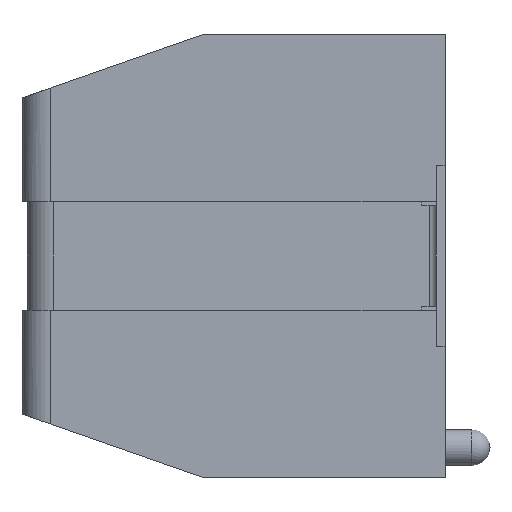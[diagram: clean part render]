
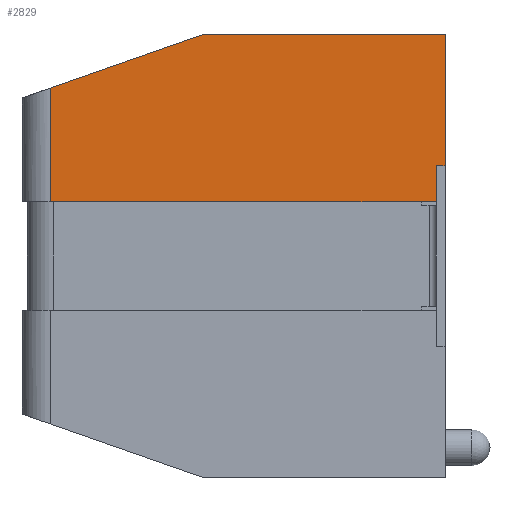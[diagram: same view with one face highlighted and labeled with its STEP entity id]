
A CAD part, left-side view. The second image highlights one B-rep face of the part: STEP entity #2829.
In plain terms, the highlighted planar face has unit normal (-1, 0.018, 0).
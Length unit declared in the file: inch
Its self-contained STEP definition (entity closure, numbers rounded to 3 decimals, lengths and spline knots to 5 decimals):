
#2808 = VERTEX_POINT ( 'NONE', #23116 ) ;
#2820 = EDGE_CURVE ( 'NONE', #2808, #6961, #23131, .T. ) ;
#2829 = ADVANCED_FACE ( 'NONE', ( #23200 ), #23232, .T. ) ;
#2834 = EDGE_CURVE ( 'NONE', #2870, #2808, #23227, .T. ) ;
#2868 = ORIENTED_EDGE ( 'NONE', *, *, #6725, .F. ) ;
#2870 = VERTEX_POINT ( 'NONE', #23335 ) ;
#2871 = ORIENTED_EDGE ( 'NONE', *, *, #2897, .T. ) ;
#2876 = ORIENTED_EDGE ( 'NONE', *, *, #2820, .F. ) ;
#2879 = VERTEX_POINT ( 'NONE', #23394 ) ;
#2897 = EDGE_CURVE ( 'NONE', #2870, #2879, #23410, .T. ) ;
#2903 = ORIENTED_EDGE ( 'NONE', *, *, #2834, .F. ) ;
#2904 = EDGE_LOOP ( 'NONE', ( #2903, #2871, #2944, #2868, #2876 ) ) ;
#2944 = ORIENTED_EDGE ( 'NONE', *, *, #2945, .T. ) ;
#2945 = EDGE_CURVE ( 'NONE', #2879, #6351, #23600, .T. ) ;
#5699 = CARTESIAN_POINT ( 'NONE',  ( -1.17974, 0., 0.075 ) ) ;
#5756 = CARTESIAN_POINT ( 'NONE',  ( -1.17974, 0., 0.306 ) ) ;
#5761 = DIRECTION ( 'NONE',  ( 0., 0., -1. ) ) ;
#5762 = VECTOR ( 'NONE', #5761, 39.37008 ) ;
#5763 = CARTESIAN_POINT ( 'NONE',  ( -1.17974, 0., 0.306 ) ) ;
#5764 = LINE ( 'NONE', #5763, #5762 ) ;
#6351 = VERTEX_POINT ( 'NONE', #5699 ) ;
#6725 = EDGE_CURVE ( 'NONE', #6961, #6351, #5764, .T. ) ;
#6961 = VERTEX_POINT ( 'NONE', #5756 ) ;
#23116 = CARTESIAN_POINT ( 'NONE',  ( -1.17389, 0.335, 0.306 ) ) ;
#23131 = LINE ( 'NONE', #23186, #23185 ) ;
#23184 = DIRECTION ( 'NONE',  ( -0.017, -1., 0. ) ) ;
#23185 = VECTOR ( 'NONE', #23184, 39.37008 ) ;
#23186 = CARTESIAN_POINT ( 'NONE',  ( -1.17969, 0.00279, 0.306 ) ) ;
#23200 = FACE_OUTER_BOUND ( 'NONE', #2904, .T. ) ;
#23222 = DIRECTION ( 'NONE',  ( -0.016, -0.944, 0.33 ) ) ;
#23223 = VECTOR ( 'NONE', #23222, 39.37008 ) ;
#23224 = CARTESIAN_POINT ( 'NONE',  ( -1.16953, 0.58484, 0.21856 ) ) ;
#23227 = LINE ( 'NONE', #23224, #23223 ) ;
#23228 = DIRECTION ( 'NONE',  ( -0.017, -1., 0. ) ) ;
#23229 = DIRECTION ( 'NONE',  ( -1., 0.017, 0. ) ) ;
#23230 = CARTESIAN_POINT ( 'NONE',  ( -1.16953, 0.585, 0. ) ) ;
#23231 = AXIS2_PLACEMENT_3D ( 'NONE', #23230, #23229, #23228 ) ;
#23232 = PLANE ( 'NONE',  #23231 ) ;
#23335 = CARTESIAN_POINT ( 'NONE',  ( -1.17021, 0.5457, 0.23226 ) ) ;
#23394 = CARTESIAN_POINT ( 'NONE',  ( -1.17021, 0.5457, 0.075 ) ) ;
#23410 = LINE ( 'NONE', #23467, #23466 ) ;
#23454 = DIRECTION ( 'NONE',  ( 0., 0., -1. ) ) ;
#23466 = VECTOR ( 'NONE', #23454, 39.37008 ) ;
#23467 = CARTESIAN_POINT ( 'NONE',  ( -1.17021, 0.5457, 0. ) ) ;
#23597 = DIRECTION ( 'NONE',  ( -0.017, -1., 0. ) ) ;
#23598 = VECTOR ( 'NONE', #23597, 39.37008 ) ;
#23599 = CARTESIAN_POINT ( 'NONE',  ( -1.16953, 0.585, 0.075 ) ) ;
#23600 = LINE ( 'NONE', #23599, #23598 ) ;
